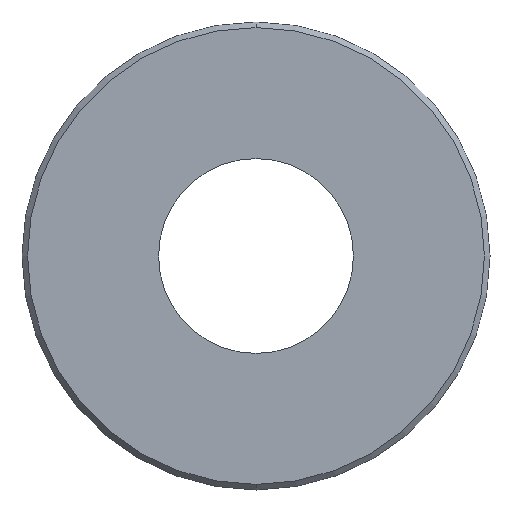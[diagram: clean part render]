
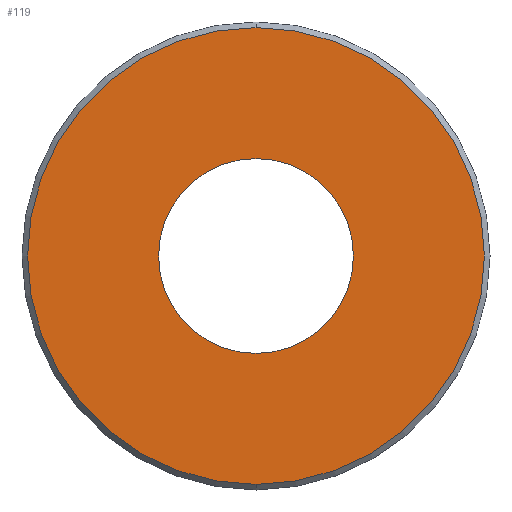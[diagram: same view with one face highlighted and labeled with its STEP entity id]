
A CAD part, front view. The second image highlights one B-rep face of the part: STEP entity #119.
In plain terms, the highlighted planar face has unit normal (0, -1, 0).
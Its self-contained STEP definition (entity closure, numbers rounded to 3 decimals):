
#3 = DIRECTION ( 'NONE',  ( 0., -1., 0. ) ) ;
#8 = VERTEX_POINT ( 'NONE', #220 ) ;
#16 = DIRECTION ( 'NONE',  ( 0., 0., -1. ) ) ;
#19 = CARTESIAN_POINT ( 'NONE',  ( 0., -1.5, 0. ) ) ;
#32 = EDGE_CURVE ( 'NONE', #289, #52, #365, .T. ) ;
#52 = VERTEX_POINT ( 'NONE', #87 ) ;
#57 = FACE_OUTER_BOUND ( 'NONE', #405, .T. ) ;
#65 = CARTESIAN_POINT ( 'NONE',  ( 0., -1.5, -5.25 ) ) ;
#66 = CARTESIAN_POINT ( 'NONE',  ( 0., -1.5, 0. ) ) ;
#68 = CARTESIAN_POINT ( 'NONE',  ( 0., -1.5, -12.311 ) ) ;
#87 = CARTESIAN_POINT ( 'NONE',  ( 0., -1.5, 12.311 ) ) ;
#110 = EDGE_LOOP ( 'NONE', ( #237, #218 ) ) ;
#115 = DIRECTION ( 'NONE',  ( 0., 0., -1. ) ) ;
#119 = ADVANCED_FACE ( 'NONE', ( #57, #336 ), #200, .F. ) ;
#134 = DIRECTION ( 'NONE',  ( 0., 0., 1. ) ) ;
#141 = CARTESIAN_POINT ( 'NONE',  ( 0., -1.5, 0. ) ) ;
#152 = CIRCLE ( 'NONE', #408, 12.311 ) ;
#153 = ORIENTED_EDGE ( 'NONE', *, *, #161, .T. ) ;
#161 = EDGE_CURVE ( 'NONE', #52, #289, #152, .T. ) ;
#164 = DIRECTION ( 'NONE',  ( 0., 0., 1. ) ) ;
#178 = DIRECTION ( 'NONE',  ( 0., -1., 0. ) ) ;
#180 = AXIS2_PLACEMENT_3D ( 'NONE', #19, #353, #164 ) ;
#200 = PLANE ( 'NONE',  #209 ) ;
#209 = AXIS2_PLACEMENT_3D ( 'NONE', #269, #231, #398 ) ;
#218 = ORIENTED_EDGE ( 'NONE', *, *, #382, .F. ) ;
#220 = CARTESIAN_POINT ( 'NONE',  ( 0., -1.5, 5.25 ) ) ;
#231 = DIRECTION ( 'NONE',  ( 0., 1., 0. ) ) ;
#237 = ORIENTED_EDGE ( 'NONE', *, *, #379, .F. ) ;
#244 = VERTEX_POINT ( 'NONE', #65 ) ;
#246 = AXIS2_PLACEMENT_3D ( 'NONE', #141, #178, #115 ) ;
#255 = CIRCLE ( 'NONE', #423, 5.25 ) ;
#269 = CARTESIAN_POINT ( 'NONE',  ( 0., -1.5, -12.611 ) ) ;
#289 = VERTEX_POINT ( 'NONE', #68 ) ;
#302 = ORIENTED_EDGE ( 'NONE', *, *, #32, .T. ) ;
#324 = CARTESIAN_POINT ( 'NONE',  ( 0., -1.5, 0. ) ) ;
#336 = FACE_BOUND ( 'NONE', #110, .T. ) ;
#353 = DIRECTION ( 'NONE',  ( 0., -1., 0. ) ) ;
#365 = CIRCLE ( 'NONE', #180, 12.311 ) ;
#367 = CIRCLE ( 'NONE', #246, 5.25 ) ;
#379 = EDGE_CURVE ( 'NONE', #244, #8, #255, .T. ) ;
#382 = EDGE_CURVE ( 'NONE', #8, #244, #367, .T. ) ;
#398 = DIRECTION ( 'NONE',  ( 0., 0., 1. ) ) ;
#405 = EDGE_LOOP ( 'NONE', ( #153, #302 ) ) ;
#408 = AXIS2_PLACEMENT_3D ( 'NONE', #66, #426, #134 ) ;
#423 = AXIS2_PLACEMENT_3D ( 'NONE', #324, #3, #16 ) ;
#426 = DIRECTION ( 'NONE',  ( 0., -1., 0. ) ) ;
